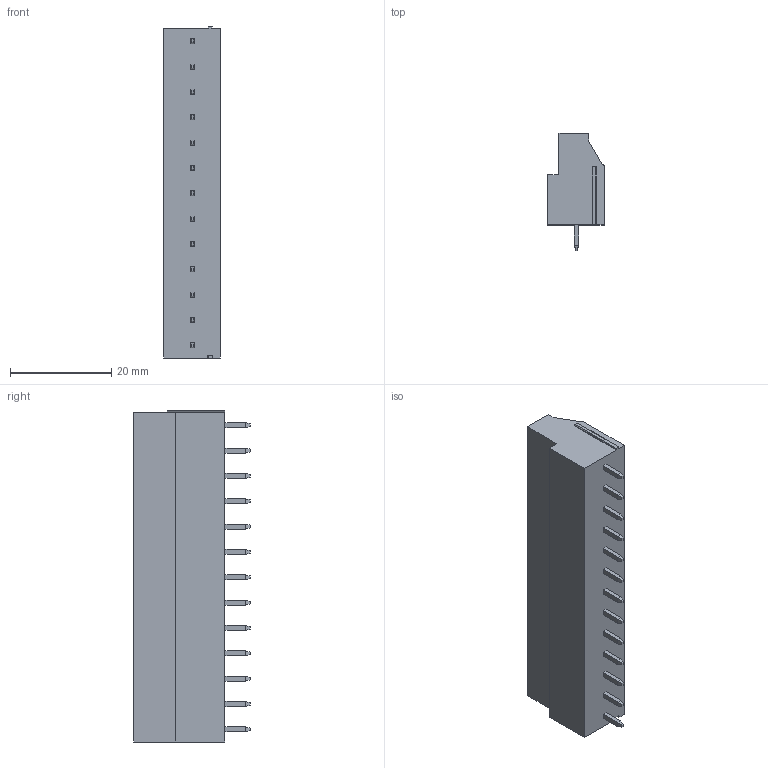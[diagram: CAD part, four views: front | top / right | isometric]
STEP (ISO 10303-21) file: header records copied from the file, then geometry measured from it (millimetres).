
FILE_DESCRIPTION((''),'2;1');
FILE_NAME('PRT0050','2024-10-19T',('yanfa'),(''),'PRO/ENGINEER BY PARAMETRIC TECHNOLOGY CORPORATION, 2009280','PRO/ENGINEER BY PARAMETRIC TECHNOLOGY CORPORATION, 2009280','');
FILE_SCHEMA(('AUTOMOTIVE_DESIGN_CC2 { 1 2 10303 214 -1 1 5 2 }'));
Length unit declared in the file: millimetre
Products named in the file (1): PRT0050
Bounding box: 11.2 x 23 x 65.5 mm (x, y, z)
Volume: 10623.9 mm3; surface area: 4967.4 mm2
Topology: 1 solids, 1 shells, 493 faces, 1200 edges, 748 vertices
Faces by surface type: plane 304, cylinder 111, cone 52, torus 26
Entity records: 14344 total; most frequent: CARTESIAN_POINT 2623, DIRECTION 2434, ORIENTED_EDGE 2400, EDGE_CURVE 1200, VECTOR 848, LINE 848, AXIS2_PLACEMENT_3D 793, VERTEX_POINT 748
